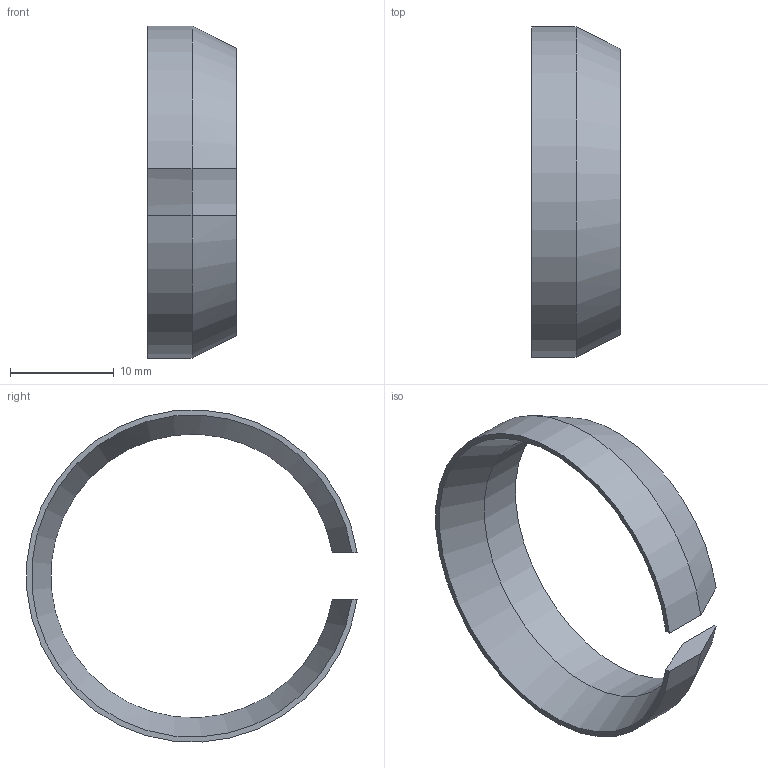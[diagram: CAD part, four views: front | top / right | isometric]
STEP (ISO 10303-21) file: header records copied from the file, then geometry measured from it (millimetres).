
FILE_DESCRIPTION( ( 'STEP AP203' ), '1' );
FILE_NAME( 'FLEXA MSD 5031.034.021.stp', '2020-03-26T11:00:58', ( 'License CC BY-ND 4.0' ), ( 'CADENAS' ), ' ', 'PARTsolutions', ' ' );
FILE_SCHEMA( ( 'CONFIG_CONTROL_DESIGN' ) );
Length unit declared in the file: millimetre
Products named in the file (1): _FLEXA MSD 5031.034.021
Bounding box: 8.5 x 31.78 x 31.95 mm (x, y, z)
Volume: 1017.7 mm3; surface area: 1668.8 mm2
Topology: 1 solids, 1 shells, 8 faces, 18 edges, 12 vertices
Faces by surface type: plane 4, cone 2, cylinder 2
Entity records: 276 total; most frequent: CARTESIAN_POINT 51, DIRECTION 38, ORIENTED_EDGE 36, EDGE_CURVE 18, AXIS2_PLACEMENT_3D 15, VERTEX_POINT 12, ADVANCED_FACE 8, FACE_OUTER_BOUND 8
